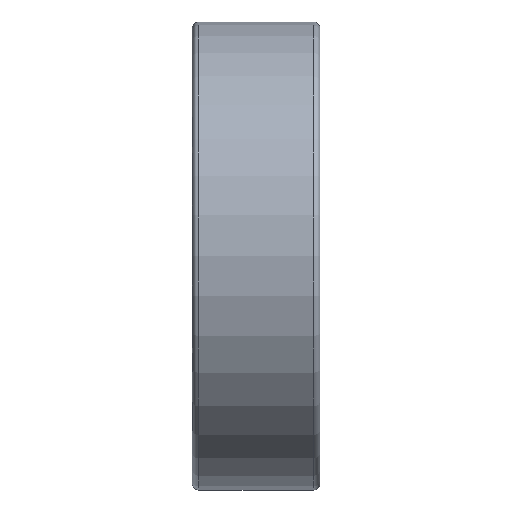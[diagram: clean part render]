
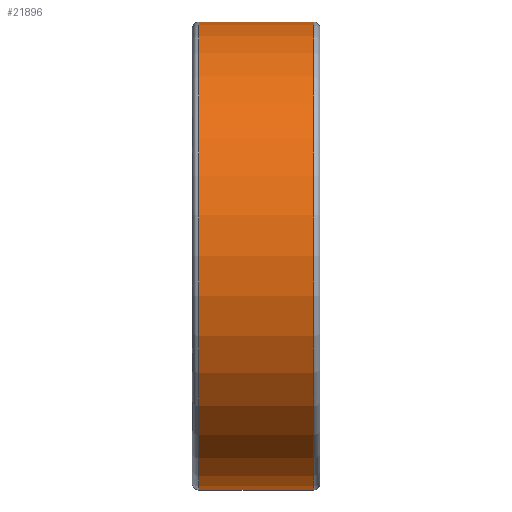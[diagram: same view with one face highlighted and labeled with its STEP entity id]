
A CAD part, top view. The second image highlights one B-rep face of the part: STEP entity #21896.
In plain terms, the highlighted cylindrical face has radius 11 mm (diameter 22 mm), a partial arc.
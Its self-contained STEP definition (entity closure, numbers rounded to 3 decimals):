
#10661=DIRECTION('',(-1.,0.,0.));
#10662=VECTOR('',#10661,5.4);
#10663=CARTESIAN_POINT('',(2.7,11.,0.));
#10664=LINE('',#10663,#10662);
#10668=DIRECTION('',(-1.,0.,0.));
#10669=VECTOR('',#10668,5.4);
#10670=CARTESIAN_POINT('',(2.7,-11.,0.));
#10671=LINE('',#10670,#10669);
#10683=CARTESIAN_POINT('',(2.7,0.,0.));
#10684=DIRECTION('',(1.,0.,0.));
#10685=DIRECTION('',(0.,1.,0.));
#10686=AXIS2_PLACEMENT_3D('',#10683,#10684,#10685);
#10691=CARTESIAN_POINT('',(-2.7,0.,0.));
#10692=DIRECTION('',(1.,0.,0.));
#10693=DIRECTION('',(0.,1.,0.));
#10694=AXIS2_PLACEMENT_3D('',#10691,#10692,#10693);
#18530=CARTESIAN_POINT('',(2.7,11.,0.));
#18531=CARTESIAN_POINT('',(-2.7,11.,0.));
#18532=VERTEX_POINT('',#18530);
#18533=VERTEX_POINT('',#18531);
#18542=CARTESIAN_POINT('',(2.7,-11.,0.));
#18543=CARTESIAN_POINT('',(-2.7,-11.,0.));
#18544=VERTEX_POINT('',#18542);
#18545=VERTEX_POINT('',#18543);
#21884=CARTESIAN_POINT('',(-3.3,0.,0.));
#21885=DIRECTION('',(1.,0.,0.));
#21886=DIRECTION('',(0.,-1.,0.));
#21887=AXIS2_PLACEMENT_3D('',#21884,#21885,#21886);
#21888=CYLINDRICAL_SURFACE('',#21887,11.);
#21889=ORIENTED_EDGE('',*,*,#21874,.F.);
#21890=ORIENTED_EDGE('',*,*,#21851,.T.);
#21891=ORIENTED_EDGE('',*,*,#21878,.T.);
#21893=ORIENTED_EDGE('',*,*,#21892,.F.);
#21894=EDGE_LOOP('',(#21889,#21890,#21891,#21893));
#21895=FACE_OUTER_BOUND('',#21894,.F.);
#10687=CIRCLE('',#10686,11.);
#10695=CIRCLE('',#10694,11.);
#21851=EDGE_CURVE('',#18532,#18544,#10687,.T.);
#21874=EDGE_CURVE('',#18532,#18533,#10664,.T.);
#21878=EDGE_CURVE('',#18544,#18545,#10671,.T.);
#21892=EDGE_CURVE('',#18533,#18545,#10695,.T.);
#21896=ADVANCED_FACE('',(#21895),#21888,.T.);
